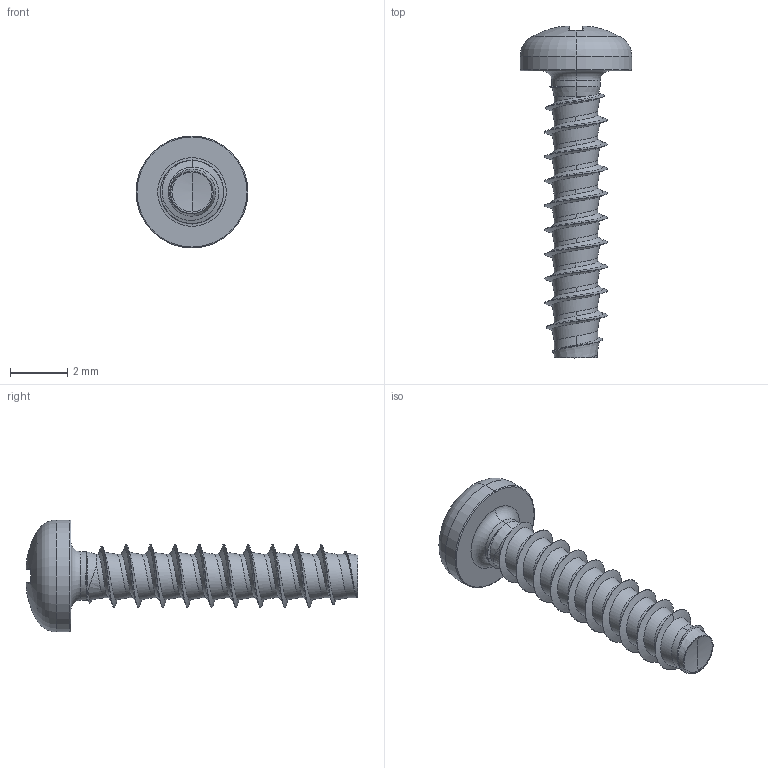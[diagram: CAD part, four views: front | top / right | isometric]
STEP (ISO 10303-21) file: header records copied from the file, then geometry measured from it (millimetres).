
FILE_DESCRIPTION (( 'STEP AP203' ), '1' );
FILE_NAME ('STP220220100.STEP', '2017-08-15T02:27:44', ( '' ), ( '' ), 'SwSTEP 2.0', 'SolidWorks 2015', '' );
FILE_SCHEMA (( 'CONFIG_CONTROL_DESIGN' ));
Length unit declared in the file: millimetre
Products named in the file (1): STP220220100
Bounding box: 3.9 x 11.56 x 3.9 mm (x, y, z)
Volume: 34.6 mm3; surface area: 118.6 mm2
Topology: 1 solids, 1 shells, 189 faces, 452 edges, 265 vertices
Faces by surface type: bspline 55, cylinder 48, plane 30, torus 28, sphere 20, cone 8
Entity records: 21998 total; most frequent: CARTESIAN_POINT 18051, ORIENTED_EDGE 900, DIRECTION 724, EDGE_CURVE 450, AXIS2_PLACEMENT_3D 316, VERTEX_POINT 265, EDGE_LOOP 191, FACE_OUTER_BOUND 189
